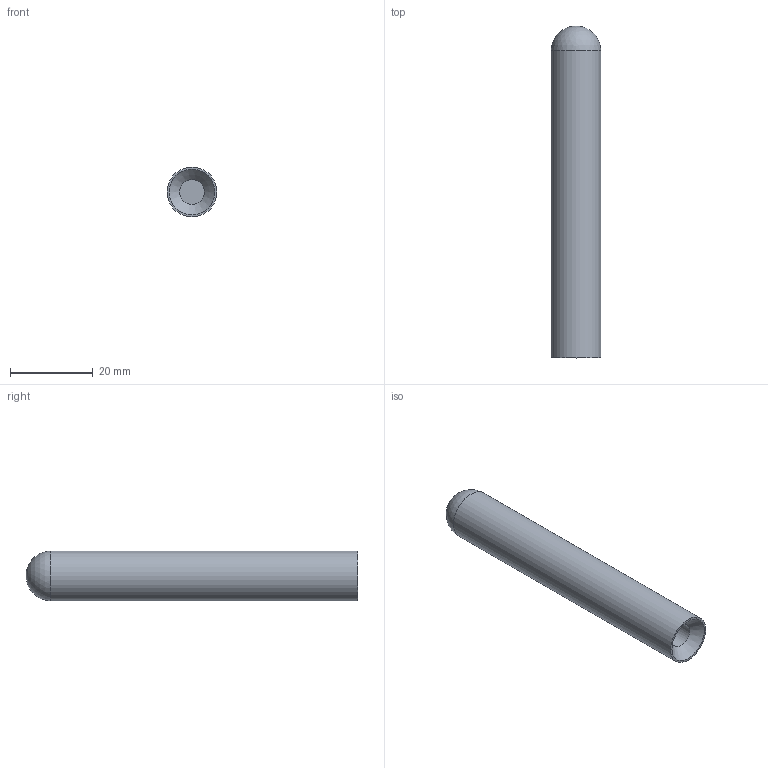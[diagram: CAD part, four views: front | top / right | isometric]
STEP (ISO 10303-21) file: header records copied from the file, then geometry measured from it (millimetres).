
FILE_DESCRIPTION(/* description */ (''),/* implementation_level */ '2;1');
FILE_NAME(/* name */ '41165.ipt.step',/* time_stamp */ '2022-07-18T12:55:02+02:00',/* author */ ('Nutzer'),/* organization */ (''),/* preprocessor_version */ 'ST-DEVELOPER v18.1',/* originating_system */ 'Autodesk Inventor 2022',/* authorisation */ '');
FILE_SCHEMA (('AUTOMOTIVE_DESIGN { 1 0 10303 214 3 1 1 }'));
Length unit declared in the file: millimetre
Products named in the file (1): 41165
Bounding box: 12 x 80 x 12 mm (x, y, z)
Volume: 8265.7 mm3; surface area: 3430 mm2
Topology: 1 solids, 1 shells, 6 faces, 12 edges, 8 vertices
Faces by surface type: cylinder 2, plane 2, sphere 1, cone 1
Full cylindrical faces by diameter (mm): 6 x1, 12 x1
Entity records: 202 total; most frequent: DIRECTION 33, CARTESIAN_POINT 26, ORIENTED_EDGE 22, AXIS2_PLACEMENT_3D 15, EDGE_CURVE 11, CIRCLE 8, VERTEX_POINT 8, EDGE_LOOP 7
